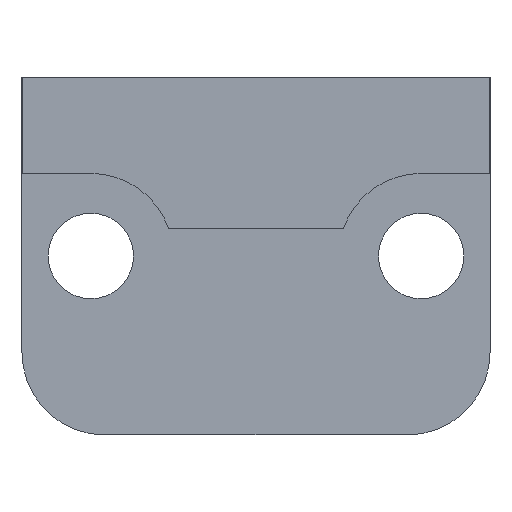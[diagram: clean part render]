
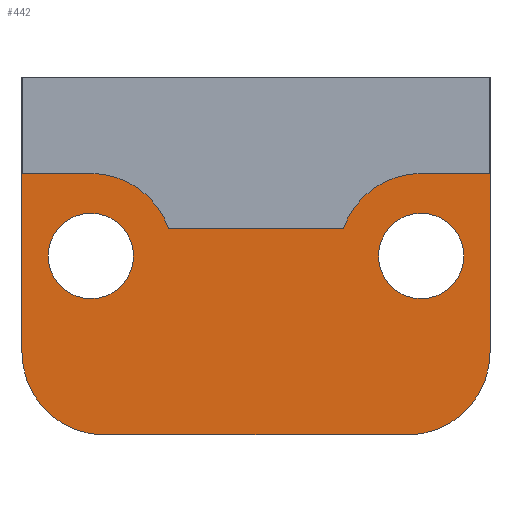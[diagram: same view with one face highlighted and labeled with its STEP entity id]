
A CAD part, front view. The second image highlights one B-rep face of the part: STEP entity #442.
In plain terms, the highlighted planar face has unit normal (0, -1, 0).
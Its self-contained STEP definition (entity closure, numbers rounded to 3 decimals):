
#21=FACE_BOUND('',#79,.T.);
#22=FACE_BOUND('',#80,.T.);
#36=PLANE('',#488);
#51=FACE_OUTER_BOUND('',#78,.T.);
#78=EDGE_LOOP('',(#336,#337,#338,#339,#340,#341,#342,#343,#344,#345));
#79=EDGE_LOOP('',(#346));
#80=EDGE_LOOP('',(#347));
#112=LINE('',#682,#148);
#120=LINE('',#706,#156);
#121=LINE('',#709,#157);
#125=LINE('',#717,#161);
#126=LINE('',#721,#162);
#127=LINE('',#724,#163);
#148=VECTOR('',#542,10.);
#156=VECTOR('',#564,10.);
#157=VECTOR('',#567,10.);
#161=VECTOR('',#573,10.);
#162=VECTOR('',#576,10.);
#163=VECTOR('',#579,10.);
#181=CIRCLE('',#478,3.);
#185=CIRCLE('',#485,3.);
#186=CIRCLE('',#489,3.);
#187=CIRCLE('',#490,3.);
#188=CIRCLE('',#491,1.55);
#189=CIRCLE('',#492,1.55);
#206=VERTEX_POINT('',#672);
#207=VERTEX_POINT('',#674);
#209=VERTEX_POINT('',#680);
#215=VERTEX_POINT('',#696);
#218=VERTEX_POINT('',#704);
#219=VERTEX_POINT('',#708);
#222=VERTEX_POINT('',#716);
#223=VERTEX_POINT('',#718);
#224=VERTEX_POINT('',#720);
#225=VERTEX_POINT('',#722);
#226=VERTEX_POINT('',#725);
#227=VERTEX_POINT('',#727);
#246=EDGE_CURVE('',#206,#207,#181,.T.);
#250=EDGE_CURVE('',#209,#206,#112,.T.);
#257=EDGE_CURVE('',#215,#209,#185,.T.);
#262=EDGE_CURVE('',#218,#215,#120,.T.);
#263=EDGE_CURVE('',#219,#207,#121,.F.);
#267=EDGE_CURVE('',#222,#218,#125,.F.);
#268=EDGE_CURVE('',#223,#222,#186,.T.);
#269=EDGE_CURVE('',#223,#224,#126,.T.);
#270=EDGE_CURVE('',#224,#225,#187,.F.);
#271=EDGE_CURVE('',#225,#219,#127,.T.);
#272=EDGE_CURVE('',#226,#226,#188,.T.);
#273=EDGE_CURVE('',#227,#227,#189,.T.);
#336=ORIENTED_EDGE('',*,*,#246,.F.);
#337=ORIENTED_EDGE('',*,*,#250,.F.);
#338=ORIENTED_EDGE('',*,*,#257,.F.);
#339=ORIENTED_EDGE('',*,*,#262,.F.);
#340=ORIENTED_EDGE('',*,*,#267,.F.);
#341=ORIENTED_EDGE('',*,*,#268,.F.);
#342=ORIENTED_EDGE('',*,*,#269,.T.);
#343=ORIENTED_EDGE('',*,*,#270,.T.);
#344=ORIENTED_EDGE('',*,*,#271,.T.);
#345=ORIENTED_EDGE('',*,*,#263,.T.);
#346=ORIENTED_EDGE('',*,*,#272,.F.);
#347=ORIENTED_EDGE('',*,*,#273,.T.);
#442=ADVANCED_FACE('',(#51,#21,#22),#36,.T.);
#478=AXIS2_PLACEMENT_3D('',#675,#535,#536);
#485=AXIS2_PLACEMENT_3D('',#697,#556,#557);
#488=AXIS2_PLACEMENT_3D('',#715,#571,#572);
#489=AXIS2_PLACEMENT_3D('',#719,#574,#575);
#490=AXIS2_PLACEMENT_3D('',#723,#577,#578);
#491=AXIS2_PLACEMENT_3D('',#726,#580,#581);
#492=AXIS2_PLACEMENT_3D('',#728,#582,#583);
#535=DIRECTION('center_axis',(0.,1.,0.));
#536=DIRECTION('ref_axis',(-0.707,0.,-0.707));
#542=DIRECTION('',(-1.,0.,0.));
#556=DIRECTION('center_axis',(0.,1.,0.));
#557=DIRECTION('ref_axis',(0.707,0.,-0.707));
#564=DIRECTION('',(0.,0.,-1.));
#567=DIRECTION('',(0.,0.,1.));
#571=DIRECTION('center_axis',(0.,-1.,0.));
#572=DIRECTION('ref_axis',(1.,0.,0.));
#573=DIRECTION('',(-1.,0.,0.));
#574=DIRECTION('center_axis',(0.,1.,0.));
#575=DIRECTION('ref_axis',(-0.932,0.,0.364));
#576=DIRECTION('',(-1.,0.,0.));
#577=DIRECTION('center_axis',(0.,1.,0.));
#578=DIRECTION('ref_axis',(0.932,0.,0.364));
#579=DIRECTION('',(-1.,0.,0.));
#580=DIRECTION('center_axis',(0.,-1.,0.));
#581=DIRECTION('ref_axis',(1.,0.,0.));
#582=DIRECTION('center_axis',(0.,1.,0.));
#583=DIRECTION('ref_axis',(-1.,0.,0.));
#672=CARTESIAN_POINT('',(-5.5,-18.,-13.1));
#674=CARTESIAN_POINT('',(-8.5,-18.,-10.1));
#675=CARTESIAN_POINT('Origin',(-5.5,-18.,-10.1));
#680=CARTESIAN_POINT('',(5.5,-18.,-13.1));
#682=CARTESIAN_POINT('',(6.493,-18.,-13.1));
#696=CARTESIAN_POINT('',(8.5,-18.,-10.1));
#697=CARTESIAN_POINT('Origin',(5.5,-18.,-10.1));
#704=CARTESIAN_POINT('',(8.5,-18.,-3.6));
#706=CARTESIAN_POINT('',(8.5,-18.,-3.35));
#708=CARTESIAN_POINT('',(-8.5,-18.,-3.6));
#709=CARTESIAN_POINT('',(-8.5,-18.,-3.35));
#715=CARTESIAN_POINT('Origin',(0.007,-18.,-6.6));
#716=CARTESIAN_POINT('',(6.,-18.,-3.6));
#717=CARTESIAN_POINT('',(4.25,-18.,-3.6));
#718=CARTESIAN_POINT('',(3.172,-18.,-5.6));
#719=CARTESIAN_POINT('Origin',(6.,-18.,-6.6));
#720=CARTESIAN_POINT('',(-3.172,-18.,-5.6));
#721=CARTESIAN_POINT('',(-1.716,-18.,-5.6));
#722=CARTESIAN_POINT('',(-6.,-18.,-3.6));
#723=CARTESIAN_POINT('Origin',(-6.,-18.,-6.6));
#724=CARTESIAN_POINT('',(-4.243,-18.,-3.6));
#725=CARTESIAN_POINT('',(4.45,-18.,-6.6));
#726=CARTESIAN_POINT('Origin',(6.,-18.,-6.6));
#727=CARTESIAN_POINT('',(-4.45,-18.,-6.6));
#728=CARTESIAN_POINT('Origin',(-6.,-18.,-6.6));
